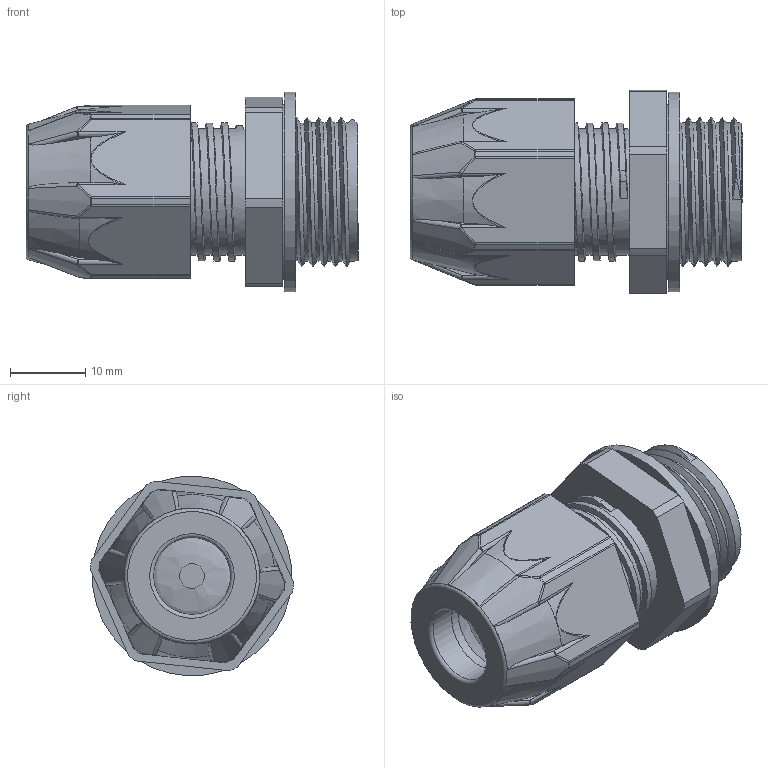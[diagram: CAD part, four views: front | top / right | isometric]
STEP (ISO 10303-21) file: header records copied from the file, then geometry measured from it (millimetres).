
FILE_DESCRIPTION(/* description */ ('Euro-Top-X-4.Generation M20x1,5, Ex e'),/* implementation_level */ '2;1');
FILE_NAME(/* name */ '85080517M20X4HISI-RST.stp',/* time_stamp */ '2021-05-03T10:51:55+02:00',/* author */ ('sl'),/* organization */ (''),/* preprocessor_version */ 'ST-DEVELOPER v16.5',/* originating_system */ 'Autodesk Inventor 2017',/* authorisation */ '');
FILE_SCHEMA (('AUTOMOTIVE_DESIGN { 1 0 10303 214 3 1 1 }'));
Length unit declared in the file: millimetre
Products named in the file (6): 85080517M20X4HISI; 85080517M20X4HISI_1; 85080517M20X4HISI_2; 85080517M20X4HISI_3; 85080517M20X4HISI_4; 85080517M20X4HISI_5
Assembly tree (5 placements, depth 2):
  85080517M20X4HISI
    85080517M20X4HISI_1
    85080517M20X4HISI_2
    85080517M20X4HISI_3
    85080517M20X4HISI_4
    85080517M20X4HISI_5
Bounding box: 44.11 x 27.02 x 26.49 mm (x, y, z)
Volume: 6149.6 mm3; surface area: 10832.8 mm2
Topology: 4 solids, 5 shells, 326 faces, 854 edges, 544 vertices
Faces by surface type: cylinder 120, plane 96, bspline 43, torus 25, sphere 24, cone 18
Full cylindrical faces by diameter (mm): 10.22 x2, 10.5 x1, 10.52 x1, 10.72 x1, 13.34 x1, 13.6 x1, 13.73 x1, 13.9 x1, 15.27 x1, 15.97 x1, 16.83 x5, 16.918 x1, 17.17 x4, 18.368 x6, 18.692 x5, 18.92 x1, 26.53 x1
Entity records: 13986 total; most frequent: CARTESIAN_POINT 6477, ORIENTED_EDGE 1516, DIRECTION 1466, EDGE_CURVE 758, AXIS2_PLACEMENT_3D 605, VERTEX_POINT 499, EDGE_LOOP 357, CIRCLE 320
